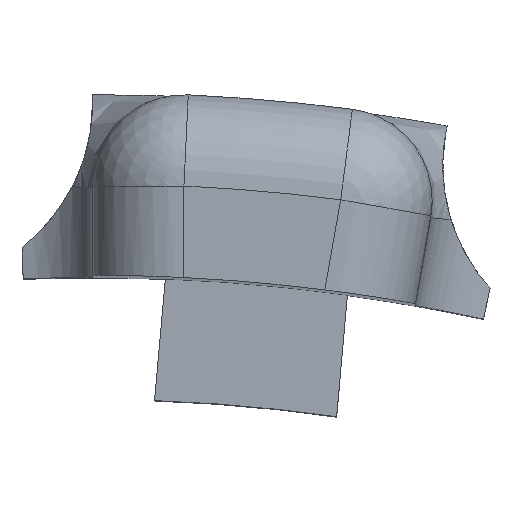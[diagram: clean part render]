
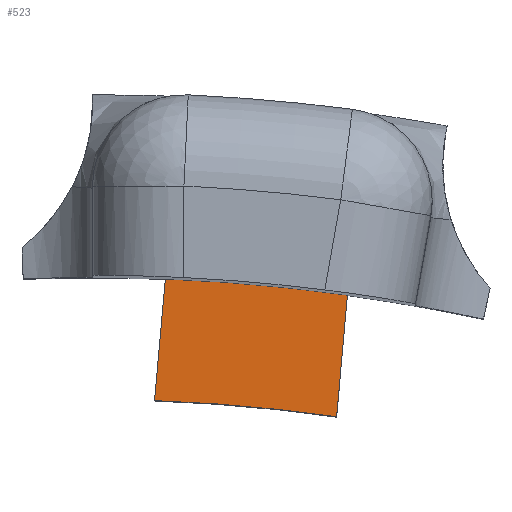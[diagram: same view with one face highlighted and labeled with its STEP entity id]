
A CAD part, top view. The second image highlights one B-rep face of the part: STEP entity #523.
In plain terms, the highlighted planar face has unit normal (0, 0, 1).
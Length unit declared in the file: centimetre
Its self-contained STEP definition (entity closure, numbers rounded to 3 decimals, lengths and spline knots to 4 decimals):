
#114=CIRCLE('',#555,5.7);
#115=CIRCLE('',#559,6.1);
#166=VECTOR('',#625,1.);
#168=VECTOR('',#628,1.);
#198=LINE('',#876,#166);
#200=LINE('',#880,#168);
#237=VERTEX_POINT('',#871);
#238=VERTEX_POINT('',#872);
#239=VERTEX_POINT('',#877);
#240=VERTEX_POINT('',#881);
#285=EDGE_CURVE('',#237,#238,#114,.T.);
#288=EDGE_CURVE('',#238,#239,#198,.T.);
#290=EDGE_CURVE('',#240,#237,#200,.T.);
#292=EDGE_CURVE('',#239,#240,#115,.T.);
#369=ORIENTED_EDGE('',*,*,#285,.F.);
#370=ORIENTED_EDGE('',*,*,#290,.F.);
#371=ORIENTED_EDGE('',*,*,#292,.F.);
#372=ORIENTED_EDGE('',*,*,#288,.F.);
#469=EDGE_LOOP('',(#369,#370,#371,#372));
#496=FACE_BOUND('',#469,.T.);
#523=ADVANCED_FACE('',(#496),#1397,.T.);
#555=AXIS2_PLACEMENT_3D('',#870,#620,#621);
#558=AXIS2_PLACEMENT_3D('',#883,#630,$);
#559=AXIS2_PLACEMENT_3D('',#884,#631,#632);
#620=DIRECTION('',(0.,0.,1.));
#621=DIRECTION('',(-5.7,0.,0.));
#625=DIRECTION('',(0.088,0.996,0.));
#628=DIRECTION('',(-0.088,-0.996,0.));
#630=DIRECTION('',(0.,0.,1.));
#631=DIRECTION('',(0.,0.,-1.));
#632=DIRECTION('',(6.1,0.,0.));
#870=CARTESIAN_POINT('',(0.,0.,0.8));
#871=CARTESIAN_POINT('',(0.8011,5.6434,0.8));
#872=CARTESIAN_POINT('',(0.2035,5.6964,0.8));
#876=CARTESIAN_POINT('',(0.2035,5.6964,0.8));
#877=CARTESIAN_POINT('',(0.2388,6.0953,0.8));
#880=CARTESIAN_POINT('',(0.8365,6.0424,0.8));
#881=CARTESIAN_POINT('',(0.8365,6.0424,0.8));
#883=CARTESIAN_POINT('',(0.5202,5.8721,0.8));
#884=CARTESIAN_POINT('',(0.,0.,0.8));
#1397=PLANE('',#558);
